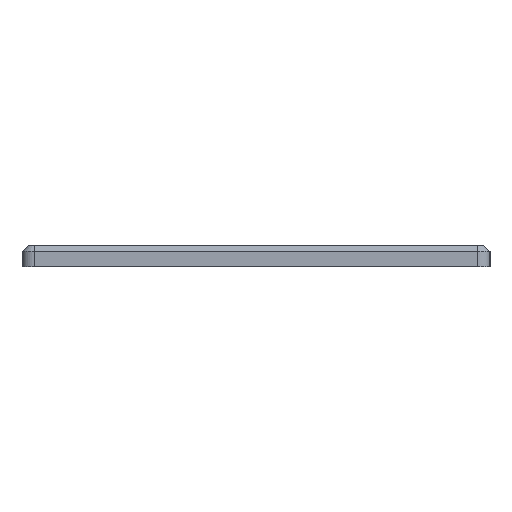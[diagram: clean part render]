
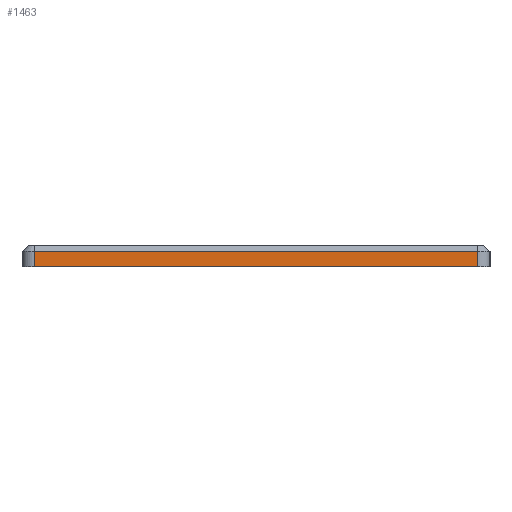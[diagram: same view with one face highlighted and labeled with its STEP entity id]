
A CAD part, left-side view. The second image highlights one B-rep face of the part: STEP entity #1463.
In plain terms, the highlighted planar face has unit normal (-1, 0, 0).
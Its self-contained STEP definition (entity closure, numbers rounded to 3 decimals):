
#59=PLANE('',#1590);
#139=FACE_OUTER_BOUND('',#245,.T.);
#245=EDGE_LOOP('',(#1223,#1224,#1225,#1226));
#302=LINE('',#2061,#475);
#376=LINE('',#2259,#549);
#422=LINE('',#2356,#595);
#423=LINE('',#2358,#596);
#475=VECTOR('',#1659,10.);
#549=VECTOR('',#1819,10.);
#595=VECTOR('',#1885,10.);
#596=VECTOR('',#1888,10.);
#681=VERTEX_POINT('',#2057);
#683=VERTEX_POINT('',#2060);
#761=VERTEX_POINT('',#2249);
#763=VERTEX_POINT('',#2255);
#815=EDGE_CURVE('',#683,#681,#302,.T.);
#914=EDGE_CURVE('',#761,#763,#376,.T.);
#963=EDGE_CURVE('',#763,#681,#422,.T.);
#964=EDGE_CURVE('',#683,#761,#423,.T.);
#1223=ORIENTED_EDGE('',*,*,#914,.F.);
#1224=ORIENTED_EDGE('',*,*,#964,.F.);
#1225=ORIENTED_EDGE('',*,*,#815,.T.);
#1226=ORIENTED_EDGE('',*,*,#963,.F.);
#1463=ADVANCED_FACE('',(#139),#59,.T.);
#1590=AXIS2_PLACEMENT_3D('',#2357,#1886,#1887);
#1659=DIRECTION('',(0.,-1.,0.));
#1819=DIRECTION('',(0.,-1.,0.));
#1885=DIRECTION('',(0.,0.,-1.));
#1886=DIRECTION('center_axis',(-1.,0.,0.));
#1887=DIRECTION('ref_axis',(0.,-1.,0.));
#1888=DIRECTION('',(0.,0.,1.));
#2057=CARTESIAN_POINT('',(-11.475,-3.035,4.));
#2060=CARTESIAN_POINT('',(-11.475,143.475,4.));
#2061=CARTESIAN_POINT('',(-11.475,147.475,4.));
#2249=CARTESIAN_POINT('',(-11.475,143.475,9.));
#2255=CARTESIAN_POINT('',(-11.475,-3.035,9.));
#2259=CARTESIAN_POINT('',(-11.475,108.848,9.));
#2356=CARTESIAN_POINT('',(-11.475,-3.035,4.));
#2357=CARTESIAN_POINT('Origin',(-11.475,147.475,4.));
#2358=CARTESIAN_POINT('',(-11.475,143.475,4.));
